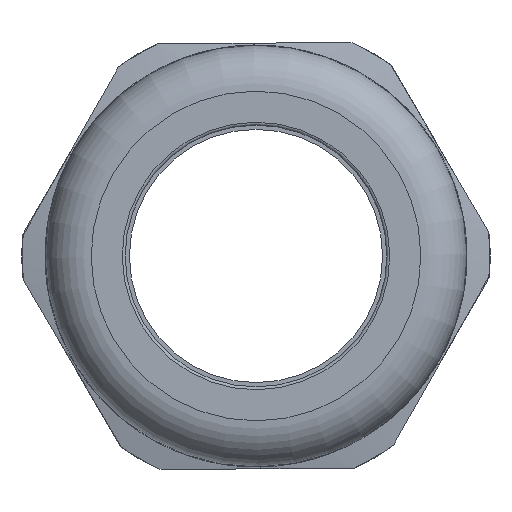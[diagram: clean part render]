
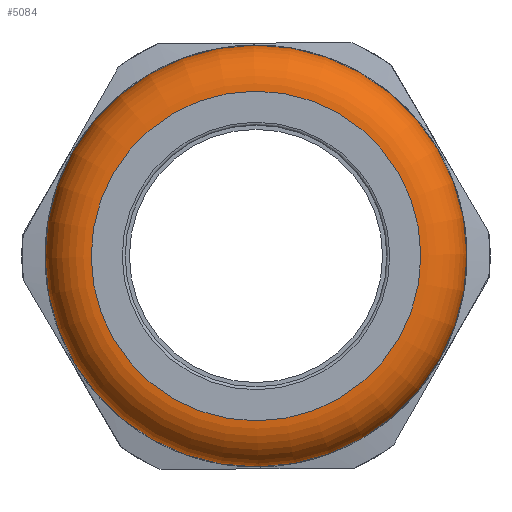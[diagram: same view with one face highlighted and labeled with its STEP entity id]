
A CAD part, left-side view. The second image highlights one B-rep face of the part: STEP entity #5084.
In plain terms, the highlighted toroidal (fillet/blend) face has major radius 11.62 mm and minor radius 3.23 mm.
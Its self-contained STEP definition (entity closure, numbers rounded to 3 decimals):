
#156=TOROIDAL_SURFACE('',#5458,11.62,3.23);
#1079=FACE_BOUND('',#1469,.T.);
#1149=FACE_OUTER_BOUND('',#1468,.T.);
#1468=EDGE_LOOP('',(#3568));
#1469=EDGE_LOOP('',(#3569));
#1790=CIRCLE('',#5421,11.62);
#1807=CIRCLE('',#5459,14.85);
#2130=VERTEX_POINT('',#8200);
#2164=VERTEX_POINT('',#9366);
#2666=EDGE_CURVE('',#2130,#2130,#1790,.T.);
#2717=EDGE_CURVE('',#2164,#2164,#1807,.T.);
#3568=ORIENTED_EDGE('',*,*,#2717,.F.);
#3569=ORIENTED_EDGE('',*,*,#2666,.T.);
#5084=ADVANCED_FACE('',(#1149,#1079),#156,.T.);
#5421=AXIS2_PLACEMENT_3D('',#8201,#6147,#6148);
#5458=AXIS2_PLACEMENT_3D('',#9365,#6235,#6236);
#5459=AXIS2_PLACEMENT_3D('',#9367,#6237,#6238);
#6147=DIRECTION('center_axis',(1.,0.,0.));
#6148=DIRECTION('ref_axis',(0.,0.,-1.));
#6235=DIRECTION('center_axis',(1.,0.,0.));
#6236=DIRECTION('ref_axis',(0.,0.,-1.));
#6237=DIRECTION('center_axis',(1.,0.,0.));
#6238=DIRECTION('ref_axis',(0.,0.,-1.));
#8200=CARTESIAN_POINT('',(-20.67,11.62,0.));
#8201=CARTESIAN_POINT('Origin',(-20.67,0.,0.));
#9365=CARTESIAN_POINT('Origin',(-17.44,0.,0.));
#9366=CARTESIAN_POINT('',(-17.44,14.85,0.));
#9367=CARTESIAN_POINT('Origin',(-17.44,0.,0.));
